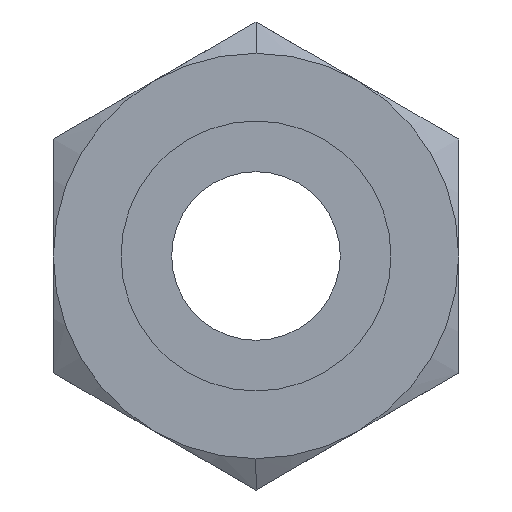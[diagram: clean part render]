
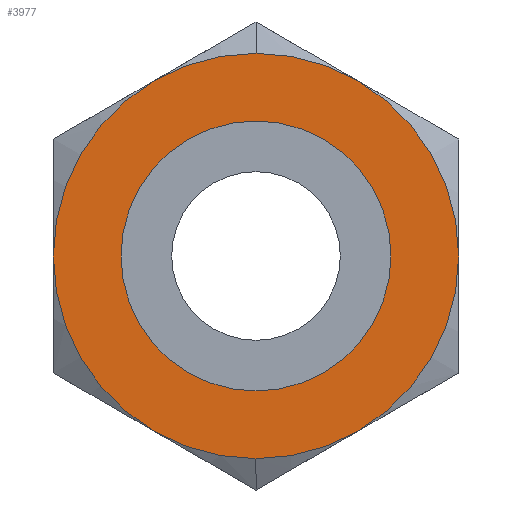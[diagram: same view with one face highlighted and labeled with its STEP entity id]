
A CAD part, left-side view. The second image highlights one B-rep face of the part: STEP entity #3977.
In plain terms, the highlighted planar face has unit normal (-1, 0, 0).
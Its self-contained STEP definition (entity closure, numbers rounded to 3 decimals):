
#151 = CARTESIAN_POINT ( 'NONE',  ( 0., 0., 7.15 ) ) ;
#328 = FACE_BOUND ( 'NONE', #2338, .T. ) ;
#474 = DIRECTION ( 'NONE',  ( 0., 0., -1. ) ) ;
#711 = VERTEX_POINT ( 'NONE', #5450 ) ;
#816 = CIRCLE ( 'NONE', #1267, 14.3 ) ;
#1107 = DIRECTION ( 'NONE',  ( 0., 0., 1. ) ) ;
#1263 = CIRCLE ( 'NONE', #6594, 14.3 ) ;
#1267 = AXIS2_PLACEMENT_3D ( 'NONE', #4636, #4590, #1107 ) ;
#1279 = EDGE_LOOP ( 'NONE', ( #4050, #3514 ) ) ;
#1481 = CARTESIAN_POINT ( 'NONE',  ( 0., 0., 14.3 ) ) ;
#2186 = CIRCLE ( 'NONE', #5379, 9.525 ) ;
#2304 = VERTEX_POINT ( 'NONE', #1481 ) ;
#2338 = EDGE_LOOP ( 'NONE', ( #6685, #5186 ) ) ;
#2573 = CARTESIAN_POINT ( 'NONE',  ( 0., 0., 0. ) ) ;
#2905 = VERTEX_POINT ( 'NONE', #7374 ) ;
#2934 = DIRECTION ( 'NONE',  ( 0., 0., -1. ) ) ;
#3514 = ORIENTED_EDGE ( 'NONE', *, *, #7676, .F. ) ;
#3793 = DIRECTION ( 'NONE',  ( 1., 0., 0. ) ) ;
#3977 = ADVANCED_FACE ( 'NONE', ( #328, #6136 ), #6666, .T. ) ;
#4050 = ORIENTED_EDGE ( 'NONE', *, *, #8590, .F. ) ;
#4590 = DIRECTION ( 'NONE',  ( 1., 0., 0. ) ) ;
#4636 = CARTESIAN_POINT ( 'NONE',  ( 0., 0., 0. ) ) ;
#5186 = ORIENTED_EDGE ( 'NONE', *, *, #6076, .T. ) ;
#5379 = AXIS2_PLACEMENT_3D ( 'NONE', #6693, #8111, #2934 ) ;
#5395 = DIRECTION ( 'NONE',  ( 0., 0., 1. ) ) ;
#5450 = CARTESIAN_POINT ( 'NONE',  ( 0., 0., 9.525 ) ) ;
#6073 = CARTESIAN_POINT ( 'NONE',  ( 0., 0., 0. ) ) ;
#6076 = EDGE_CURVE ( 'NONE', #711, #6472, #6327, .T. ) ;
#6136 = FACE_OUTER_BOUND ( 'NONE', #1279, .T. ) ;
#6327 = CIRCLE ( 'NONE', #8142, 9.525 ) ;
#6472 = VERTEX_POINT ( 'NONE', #8468 ) ;
#6594 = AXIS2_PLACEMENT_3D ( 'NONE', #2573, #7662, #474 ) ;
#6666 = PLANE ( 'NONE',  #7721 ) ;
#6685 = ORIENTED_EDGE ( 'NONE', *, *, #8144, .T. ) ;
#6693 = CARTESIAN_POINT ( 'NONE',  ( 0., 0., 0. ) ) ;
#6710 = DIRECTION ( 'NONE',  ( -1., 0., 0. ) ) ;
#7374 = CARTESIAN_POINT ( 'NONE',  ( 0., 0., -14.3 ) ) ;
#7422 = DIRECTION ( 'NONE',  ( 0., 0., 1. ) ) ;
#7662 = DIRECTION ( 'NONE',  ( 1., 0., 0. ) ) ;
#7676 = EDGE_CURVE ( 'NONE', #2905, #2304, #1263, .T. ) ;
#7721 = AXIS2_PLACEMENT_3D ( 'NONE', #151, #6710, #7422 ) ;
#8111 = DIRECTION ( 'NONE',  ( 1., 0., 0. ) ) ;
#8142 = AXIS2_PLACEMENT_3D ( 'NONE', #6073, #3793, #5395 ) ;
#8144 = EDGE_CURVE ( 'NONE', #6472, #711, #2186, .T. ) ;
#8468 = CARTESIAN_POINT ( 'NONE',  ( 0., 0., -9.525 ) ) ;
#8590 = EDGE_CURVE ( 'NONE', #2304, #2905, #816, .T. ) ;
